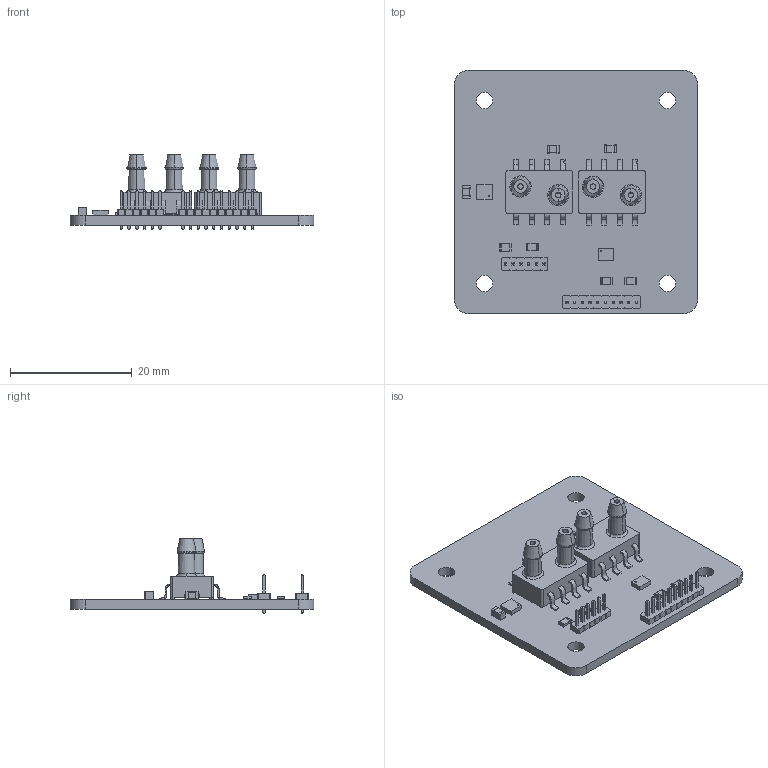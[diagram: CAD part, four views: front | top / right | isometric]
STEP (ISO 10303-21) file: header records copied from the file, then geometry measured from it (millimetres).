
FILE_DESCRIPTION(('KiCad electronic assembly'),'2;1');
FILE_NAME('airspeed.step','2024-05-02T10:58:25',('Pcbnew'),('Kicad'), 'Open CASCADE STEP processor 7.6','KiCad to STEP converter','Unknown' );
FILE_SCHEMA(('AUTOMOTIVE_DESIGN { 1 0 10303 214 1 1 1 1 }'));
Length unit declared in the file: millimetre
Products named in the file (16): airspeed 1; Bosch_LGA-8_2x2.5mm_P0.65mm_ClockwisePinNumbering; Bosch_LGA_8_2x25mm_P065mm_ClockwisePinNumbering; R_0805_2012Metric; Bosch_LGA-8_2.5x2.5mm_P0.65mm_ClockwisePinNumbering; Bosch_LGA_8_25x25mm_P065mm_ClockwisePinNumbering; C_0805_2012Metric; PinHeader_1x10_P1.27mm_Vertical; PinHeader_1x10_P127mm_Vertical; PinHeader_1x06_P1.27mm_Vertical; PinHeader_1x06_P127mm_Vertical; 6897; airspeed_PCB
Assembly tree (21 placements, depth 3):
  airspeed 1
    Bosch_LGA-8_2x2.5mm_P0.65mm_ClockwisePinNumbering
      Bosch_LGA_8_2x25mm_P065mm_ClockwisePinNumbering
    R_0805_2012Metric  x4
      R_0805_2012Metric
    Bosch_LGA-8_2.5x2.5mm_P0.65mm_ClockwisePinNumbering
      Bosch_LGA_8_25x25mm_P065mm_ClockwisePinNumbering
    C_0805_2012Metric  x3
      C_0805_2012Metric
    PinHeader_1x10_P1.27mm_Vertical
      PinHeader_1x10_P127mm_Vertical
    PinHeader_1x06_P1.27mm_Vertical
      PinHeader_1x06_P127mm_Vertical
    6897  x2
      6897
    airspeed_PCB
Bounding box: 40 x 40 x 12.21 mm (x, y, z)
Volume: 3129.1 mm3; surface area: 5182 mm2
Topology: 14 solids, 14 shells, 954 faces, 2366 edges, 1524 vertices
Faces by surface type: plane 746, cylinder 132, bspline 56, cone 20
Full cylindrical faces by diameter (mm): 0.2 x2, 0.65 x16, 2.7 x4
Entity records: 26759 total; most frequent: CARTESIAN_POINT 5756, ORIENTED_EDGE 3404, DIRECTION 3208, EDGE_CURVE 1702, LINE 1480, VECTOR 1480, VERTEX_POINT 1088, AXIS2_PLACEMENT_3D 864
